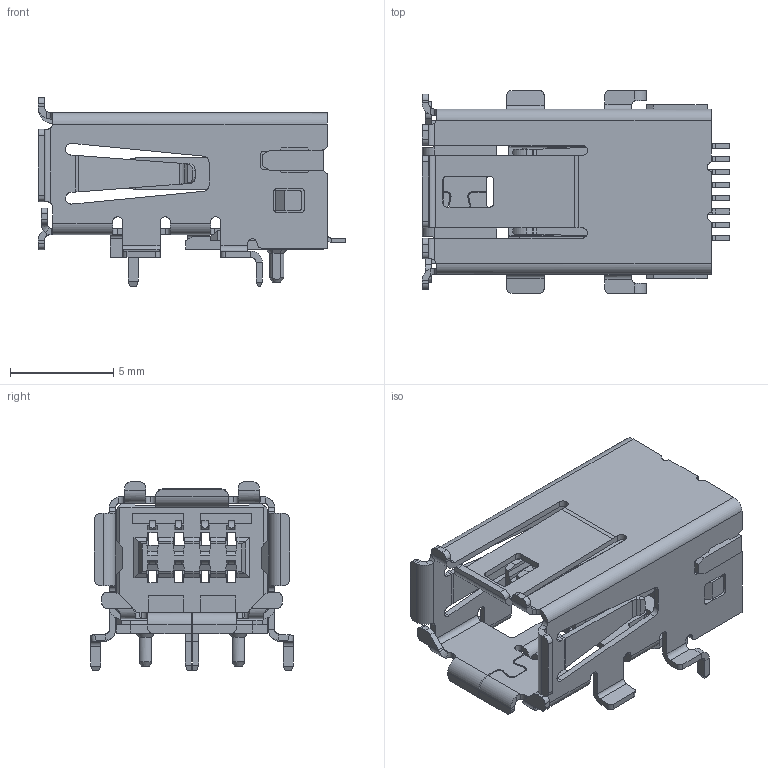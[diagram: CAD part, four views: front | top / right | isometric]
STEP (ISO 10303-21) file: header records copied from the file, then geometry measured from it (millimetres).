
FILE_DESCRIPTION( ('This file contains a STEP AP42 implementation' ,'as created by ZW3D STEP Interface translator.') ,'2;1' );
FILE_NAME( '6361-08FZXXDXWRX.stp' ,'231023.115611', (''), ('ZWCAD Software Co.'), 'Version 1.0', 'ZW3D to STEP translator', '' );
FILE_SCHEMA(('AUTOMOTIVE_DESIGN { 1 0 10303 214 1 1 1 1 }'));
Length unit declared in the file: millimetre
Products named in the file (2): 0; 6361-08FZXXDXMRX
Bounding box: 14.9 x 9.82 x 9.13 mm (x, y, z)
Volume: 271 mm3; surface area: 1244.7 mm2
Topology: 1 solids, 1 shells, 1531 faces, 3971 edges, 2448 vertices
Faces by surface type: plane 1176, cylinder 323, bspline 28, cone 4
Entity records: 49257 total; most frequent: CARTESIAN_POINT 10407, ORIENTED_EDGE 7944, DIRECTION 7417, EDGE_CURVE 3971, VECTOR 3245, LINE 3245, VERTEX_POINT 2448, AXIS2_PLACEMENT_3D 2086
